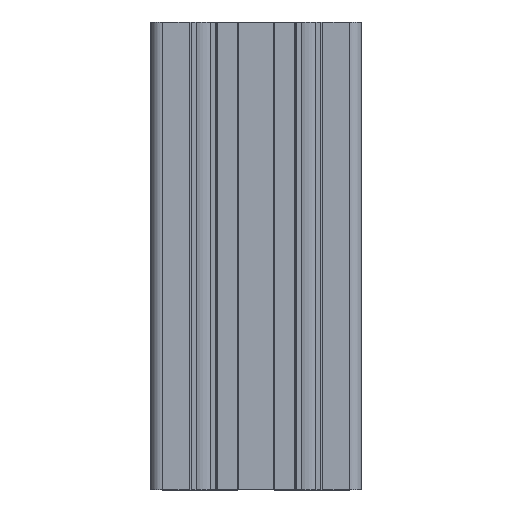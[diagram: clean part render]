
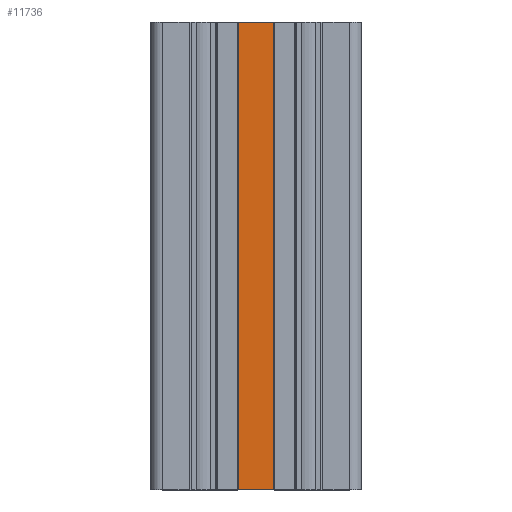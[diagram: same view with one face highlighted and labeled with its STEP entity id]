
A CAD part, top view. The second image highlights one B-rep face of the part: STEP entity #11736.
In plain terms, the highlighted planar face has unit normal (0, 0, 1).
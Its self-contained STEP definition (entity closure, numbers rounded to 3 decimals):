
#1338=FACE_OUTER_BOUND('',#1944,.T.);
#1944=EDGE_LOOP('',(#8673,#8674,#8675,#8676));
#2806=LINE('',#18772,#3934);
#2808=LINE('',#18776,#3936);
#2809=LINE('',#18778,#3937);
#2810=LINE('',#18779,#3938);
#3934=VECTOR('',#15090,10.);
#3936=VECTOR('',#15094,10.);
#3937=VECTOR('',#15095,10.);
#3938=VECTOR('',#15096,10.);
#5125=VERTEX_POINT('',#18769);
#5126=VERTEX_POINT('',#18771);
#5127=VERTEX_POINT('',#18775);
#5128=VERTEX_POINT('',#18777);
#6596=EDGE_CURVE('',#5125,#5126,#2806,.T.);
#6598=EDGE_CURVE('',#5125,#5127,#2808,.T.);
#6599=EDGE_CURVE('',#5127,#5128,#2809,.T.);
#6600=EDGE_CURVE('',#5126,#5128,#2810,.T.);
#8673=ORIENTED_EDGE('',*,*,#6598,.T.);
#8674=ORIENTED_EDGE('',*,*,#6599,.T.);
#8675=ORIENTED_EDGE('',*,*,#6600,.F.);
#8676=ORIENTED_EDGE('',*,*,#6596,.F.);
#11309=PLANE('',#12688);
#11736=ADVANCED_FACE('',(#1338),#11309,.T.);
#12688=AXIS2_PLACEMENT_3D('',#18774,#15092,#15093);
#15090=DIRECTION('',(0.,-1.,0.));
#15092=DIRECTION('center_axis',(0.,0.,1.));
#15093=DIRECTION('ref_axis',(1.,0.,0.));
#15094=DIRECTION('',(-1.,0.,0.));
#15095=DIRECTION('',(0.,-1.,0.));
#15096=DIRECTION('',(-1.,0.,0.));
#18769=CARTESIAN_POINT('',(7.5,200.,44.));
#18771=CARTESIAN_POINT('',(7.5,0.,44.));
#18772=CARTESIAN_POINT('',(7.5,0.,44.));
#18774=CARTESIAN_POINT('Origin',(-7.5,0.,44.));
#18775=CARTESIAN_POINT('',(-7.5,200.,44.));
#18776=CARTESIAN_POINT('',(-3.75,200.,44.));
#18777=CARTESIAN_POINT('',(-7.5,0.,44.));
#18778=CARTESIAN_POINT('',(-7.5,0.,44.));
#18779=CARTESIAN_POINT('',(-3.75,0.,44.));
